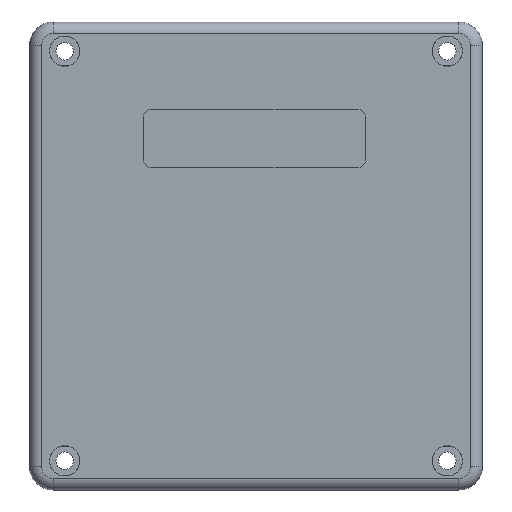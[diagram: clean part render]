
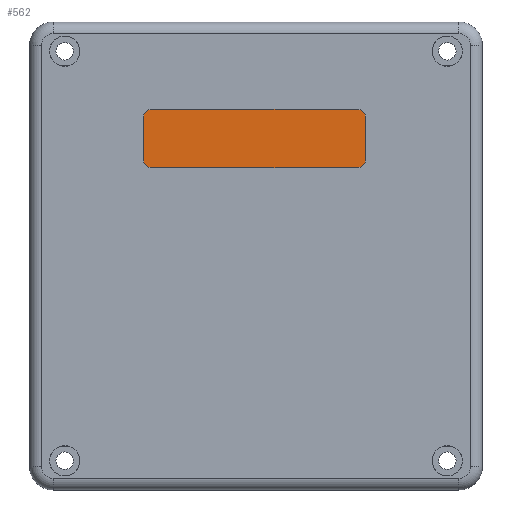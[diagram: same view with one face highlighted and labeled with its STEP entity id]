
A CAD part, front view. The second image highlights one B-rep face of the part: STEP entity #562.
In plain terms, the highlighted planar face has unit normal (0, -1, 0).
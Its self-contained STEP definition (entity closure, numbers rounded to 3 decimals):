
#4 = LINE ( 'NONE', #1840, #1177 ) ;
#12 = DIRECTION ( 'NONE',  ( 0., 0., 1. ) ) ;
#68 = AXIS2_PLACEMENT_3D ( 'NONE', #1399, #598, #12 ) ;
#160 = FACE_OUTER_BOUND ( 'NONE', #960, .T. ) ;
#182 = DIRECTION ( 'NONE',  ( -1., 0., 0. ) ) ;
#194 = EDGE_CURVE ( 'NONE', #1161, #1481, #1653, .T. ) ;
#244 = CARTESIAN_POINT ( 'NONE',  ( 17.328, 1., 25.087 ) ) ;
#269 = DIRECTION ( 'NONE',  ( 0., 0., 1. ) ) ;
#276 = DIRECTION ( 'NONE',  ( 0., -1., 0. ) ) ;
#287 = AXIS2_PLACEMENT_3D ( 'NONE', #640, #1550, #1266 ) ;
#313 = VERTEX_POINT ( 'NONE', #1521 ) ;
#325 = EDGE_CURVE ( 'NONE', #313, #1174, #1980, .T. ) ;
#340 = LINE ( 'NONE', #1287, #1956 ) ;
#343 = CARTESIAN_POINT ( 'NONE',  ( -17.872, 1., 15.087 ) ) ;
#368 = LINE ( 'NONE', #1917, #1824 ) ;
#395 = CARTESIAN_POINT ( 'NONE',  ( 17.328, 1., 15.087 ) ) ;
#433 = DIRECTION ( 'NONE',  ( 1., 0., 0. ) ) ;
#516 = AXIS2_PLACEMENT_3D ( 'NONE', #1313, #648, #1611 ) ;
#554 = LINE ( 'NONE', #570, #656 ) ;
#562 = ADVANCED_FACE ( 'NONE', ( #160 ), #1256, .F. ) ;
#570 = CARTESIAN_POINT ( 'NONE',  ( 18.728, 1., 16.487 ) ) ;
#596 = EDGE_CURVE ( 'NONE', #690, #657, #1038, .T. ) ;
#598 = DIRECTION ( 'NONE',  ( 0., -1., 0. ) ) ;
#640 = CARTESIAN_POINT ( 'NONE',  ( 0., 1., 0. ) ) ;
#648 = DIRECTION ( 'NONE',  ( 0., -1., 0. ) ) ;
#656 = VECTOR ( 'NONE', #269, 1000. ) ;
#657 = VERTEX_POINT ( 'NONE', #343 ) ;
#690 = VERTEX_POINT ( 'NONE', #1289 ) ;
#710 = CARTESIAN_POINT ( 'NONE',  ( 18.728, 1., 16.487 ) ) ;
#724 = EDGE_CURVE ( 'NONE', #965, #690, #368, .T. ) ;
#826 = ORIENTED_EDGE ( 'NONE', *, *, #1351, .T. ) ;
#871 = CARTESIAN_POINT ( 'NONE',  ( -17.872, 1., 25.087 ) ) ;
#928 = CARTESIAN_POINT ( 'NONE',  ( -19.272, 1., 23.687 ) ) ;
#937 = ORIENTED_EDGE ( 'NONE', *, *, #194, .T. ) ;
#960 = EDGE_LOOP ( 'NONE', ( #1965, #1856, #1916, #1277, #1342, #976, #826, #937 ) ) ;
#964 = DIRECTION ( 'NONE',  ( 0., 0., -1. ) ) ;
#965 = VERTEX_POINT ( 'NONE', #928 ) ;
#976 = ORIENTED_EDGE ( 'NONE', *, *, #596, .T. ) ;
#985 = EDGE_CURVE ( 'NONE', #1174, #1766, #340, .T. ) ;
#1038 = CIRCLE ( 'NONE', #516, 1.4 ) ;
#1110 = AXIS2_PLACEMENT_3D ( 'NONE', #1552, #276, #1870 ) ;
#1161 = VERTEX_POINT ( 'NONE', #395 ) ;
#1174 = VERTEX_POINT ( 'NONE', #244 ) ;
#1177 = VECTOR ( 'NONE', #433, 1000. ) ;
#1256 = PLANE ( 'NONE',  #287 ) ;
#1266 = DIRECTION ( 'NONE',  ( 0., 0., 1. ) ) ;
#1277 = ORIENTED_EDGE ( 'NONE', *, *, #1640, .T. ) ;
#1287 = CARTESIAN_POINT ( 'NONE',  ( -17.872, 1., 25.087 ) ) ;
#1289 = CARTESIAN_POINT ( 'NONE',  ( -19.272, 1., 16.487 ) ) ;
#1301 = AXIS2_PLACEMENT_3D ( 'NONE', #1971, #1484, #1666 ) ;
#1313 = CARTESIAN_POINT ( 'NONE',  ( -17.872, 1., 16.487 ) ) ;
#1342 = ORIENTED_EDGE ( 'NONE', *, *, #724, .T. ) ;
#1351 = EDGE_CURVE ( 'NONE', #657, #1161, #4, .T. ) ;
#1399 = CARTESIAN_POINT ( 'NONE',  ( -17.872, 1., 23.687 ) ) ;
#1481 = VERTEX_POINT ( 'NONE', #710 ) ;
#1484 = DIRECTION ( 'NONE',  ( 0., -1., 0. ) ) ;
#1521 = CARTESIAN_POINT ( 'NONE',  ( 18.728, 1., 23.687 ) ) ;
#1550 = DIRECTION ( 'NONE',  ( 0., 1., 0. ) ) ;
#1552 = CARTESIAN_POINT ( 'NONE',  ( 17.328, 1., 23.687 ) ) ;
#1573 = CIRCLE ( 'NONE', #68, 1.4 ) ;
#1577 = EDGE_CURVE ( 'NONE', #1481, #313, #554, .T. ) ;
#1611 = DIRECTION ( 'NONE',  ( 0., 0., 1. ) ) ;
#1640 = EDGE_CURVE ( 'NONE', #1766, #965, #1573, .T. ) ;
#1653 = CIRCLE ( 'NONE', #1301, 1.4 ) ;
#1666 = DIRECTION ( 'NONE',  ( 0., 0., -1. ) ) ;
#1766 = VERTEX_POINT ( 'NONE', #871 ) ;
#1824 = VECTOR ( 'NONE', #964, 1000. ) ;
#1840 = CARTESIAN_POINT ( 'NONE',  ( -17.872, 1., 15.087 ) ) ;
#1856 = ORIENTED_EDGE ( 'NONE', *, *, #325, .T. ) ;
#1870 = DIRECTION ( 'NONE',  ( 0., 0., 1. ) ) ;
#1916 = ORIENTED_EDGE ( 'NONE', *, *, #985, .T. ) ;
#1917 = CARTESIAN_POINT ( 'NONE',  ( -19.272, 1., 16.487 ) ) ;
#1956 = VECTOR ( 'NONE', #182, 1000. ) ;
#1965 = ORIENTED_EDGE ( 'NONE', *, *, #1577, .T. ) ;
#1971 = CARTESIAN_POINT ( 'NONE',  ( 17.328, 1., 16.487 ) ) ;
#1980 = CIRCLE ( 'NONE', #1110, 1.4 ) ;
